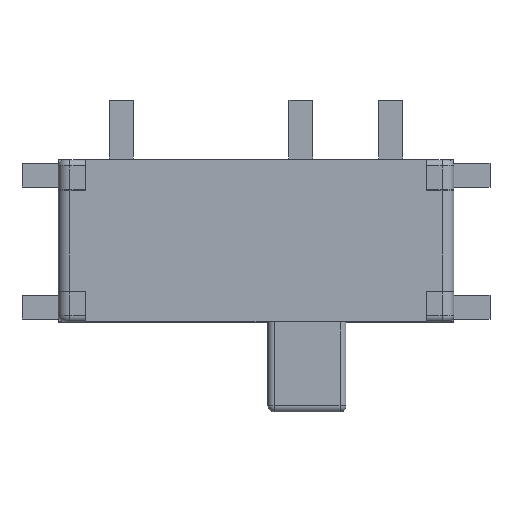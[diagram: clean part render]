
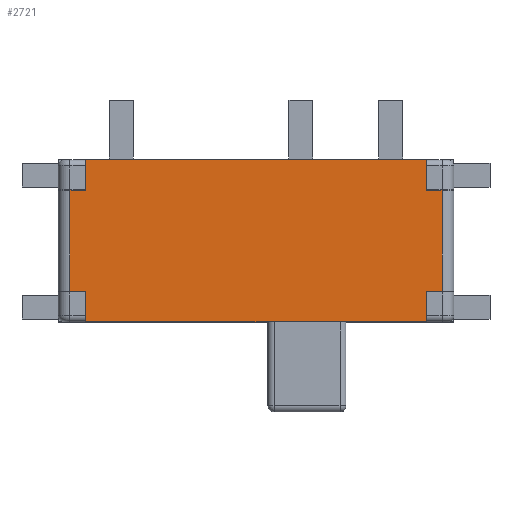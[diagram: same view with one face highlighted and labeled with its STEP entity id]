
A CAD part, top view. The second image highlights one B-rep face of the part: STEP entity #2721.
In plain terms, the highlighted planar face has unit normal (0, 0, 1).
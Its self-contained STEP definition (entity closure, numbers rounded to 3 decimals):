
#42 = VECTOR ( 'NONE', #5263, 1000. ) ;
#127 = ORIENTED_EDGE ( 'NONE', *, *, #1174, .T. ) ;
#276 = EDGE_CURVE ( 'NONE', #2038, #1448, #7820, .T. ) ;
#303 = DIRECTION ( 'NONE',  ( 1., 0., 0. ) ) ;
#318 = ORIENTED_EDGE ( 'NONE', *, *, #7130, .T. ) ;
#324 = DIRECTION ( 'NONE',  ( 0., -1., 0. ) ) ;
#348 = ORIENTED_EDGE ( 'NONE', *, *, #4272, .T. ) ;
#402 = ORIENTED_EDGE ( 'NONE', *, *, #5721, .T. ) ;
#572 = EDGE_CURVE ( 'NONE', #4189, #2038, #942, .T. ) ;
#600 = DIRECTION ( 'NONE',  ( 1., 0., 0. ) ) ;
#863 = EDGE_LOOP ( 'NONE', ( #402, #127, #7122, #5716, #3056, #5803, #2984, #3731, #348, #318, #2989, #1063 ) ) ;
#879 = CARTESIAN_POINT ( 'NONE',  ( 24.84, -18.63, 3.099 ) ) ;
#942 = LINE ( 'NONE', #7634, #5264 ) ;
#952 = CARTESIAN_POINT ( 'NONE',  ( 21.74, -17.79, 3.099 ) ) ;
#1063 = ORIENTED_EDGE ( 'NONE', *, *, #4426, .T. ) ;
#1171 = CARTESIAN_POINT ( 'NONE',  ( 18.44, -16.951, 3.099 ) ) ;
#1174 = EDGE_CURVE ( 'NONE', #6991, #5416, #4108, .T. ) ;
#1332 = VECTOR ( 'NONE', #4801, 1000. ) ;
#1448 = VERTEX_POINT ( 'NONE', #3406 ) ;
#1493 = CARTESIAN_POINT ( 'NONE',  ( 18.9, -18.63, 3.099 ) ) ;
#1512 = FACE_OUTER_BOUND ( 'NONE', #863, .T. ) ;
#1529 = VECTOR ( 'NONE', #7860, 1000. ) ;
#1530 = VERTEX_POINT ( 'NONE', #6184 ) ;
#1549 = PLANE ( 'NONE',  #6454 ) ;
#1671 = CARTESIAN_POINT ( 'NONE',  ( 18.44, -18.63, 3.099 ) ) ;
#1776 = DIRECTION ( 'NONE',  ( -1., 0., 0. ) ) ;
#1974 = VECTOR ( 'NONE', #303, 1000. ) ;
#2038 = VERTEX_POINT ( 'NONE', #6386 ) ;
#2055 = VERTEX_POINT ( 'NONE', #6469 ) ;
#2081 = EDGE_CURVE ( 'NONE', #1448, #6011, #5506, .T. ) ;
#2155 = DIRECTION ( 'NONE',  ( 1., 0., 0. ) ) ;
#2232 = LINE ( 'NONE', #3026, #6475 ) ;
#2236 = CARTESIAN_POINT ( 'NONE',  ( 24.58, -18.63, 3.099 ) ) ;
#2294 = DIRECTION ( 'NONE',  ( 0., -1., 0. ) ) ;
#2363 = CARTESIAN_POINT ( 'NONE',  ( 24.58, -19.14, 3.099 ) ) ;
#2721 = ADVANCED_FACE ( 'NONE', ( #1512 ), #1549, .T. ) ;
#2939 = CARTESIAN_POINT ( 'NONE',  ( 18.64, -18.63, 3.099 ) ) ;
#2984 = ORIENTED_EDGE ( 'NONE', *, *, #6451, .T. ) ;
#2989 = ORIENTED_EDGE ( 'NONE', *, *, #6327, .T. ) ;
#3015 = CARTESIAN_POINT ( 'NONE',  ( 24.58, -16.441, 3.099 ) ) ;
#3026 = CARTESIAN_POINT ( 'NONE',  ( 24.84, -17.79, 3.099 ) ) ;
#3056 = ORIENTED_EDGE ( 'NONE', *, *, #276, .T. ) ;
#3088 = DIRECTION ( 'NONE',  ( 0., 1., 0. ) ) ;
#3162 = VERTEX_POINT ( 'NONE', #5906 ) ;
#3276 = VECTOR ( 'NONE', #5259, 1000. ) ;
#3406 = CARTESIAN_POINT ( 'NONE',  ( 24.58, -19.14, 3.099 ) ) ;
#3520 = LINE ( 'NONE', #1671, #7497 ) ;
#3628 = VECTOR ( 'NONE', #1776, 1000. ) ;
#3722 = LINE ( 'NONE', #1171, #1529 ) ;
#3731 = ORIENTED_EDGE ( 'NONE', *, *, #5289, .T. ) ;
#3796 = CARTESIAN_POINT ( 'NONE',  ( 18.64, -16.951, 3.099 ) ) ;
#4012 = VECTOR ( 'NONE', #5231, 1000. ) ;
#4028 = LINE ( 'NONE', #5782, #7039 ) ;
#4081 = VERTEX_POINT ( 'NONE', #6276 ) ;
#4108 = LINE ( 'NONE', #2939, #42 ) ;
#4164 = LINE ( 'NONE', #3015, #3628 ) ;
#4189 = VERTEX_POINT ( 'NONE', #1493 ) ;
#4272 = EDGE_CURVE ( 'NONE', #3162, #4439, #7587, .T. ) ;
#4426 = EDGE_CURVE ( 'NONE', #4081, #2055, #4028, .T. ) ;
#4439 = VERTEX_POINT ( 'NONE', #4673 ) ;
#4600 = CARTESIAN_POINT ( 'NONE',  ( 25.04, -16.951, 3.099 ) ) ;
#4673 = CARTESIAN_POINT ( 'NONE',  ( 24.58, -16.951, 3.099 ) ) ;
#4801 = DIRECTION ( 'NONE',  ( 1., 0., 0. ) ) ;
#5231 = DIRECTION ( 'NONE',  ( -1., 0., 0. ) ) ;
#5259 = DIRECTION ( 'NONE',  ( 0., 1., 0. ) ) ;
#5263 = DIRECTION ( 'NONE',  ( 0., -1., 0. ) ) ;
#5264 = VECTOR ( 'NONE', #2294, 1000. ) ;
#5289 = EDGE_CURVE ( 'NONE', #6009, #3162, #2232, .T. ) ;
#5416 = VERTEX_POINT ( 'NONE', #7546 ) ;
#5418 = LINE ( 'NONE', #7138, #3276 ) ;
#5506 = LINE ( 'NONE', #7679, #7540 ) ;
#5691 = CARTESIAN_POINT ( 'NONE',  ( 25.04, -18.63, 3.099 ) ) ;
#5716 = ORIENTED_EDGE ( 'NONE', *, *, #572, .T. ) ;
#5721 = EDGE_CURVE ( 'NONE', #2055, #6991, #3722, .T. ) ;
#5764 = LINE ( 'NONE', #5691, #1974 ) ;
#5781 = EDGE_CURVE ( 'NONE', #5416, #4189, #3520, .T. ) ;
#5782 = CARTESIAN_POINT ( 'NONE',  ( 18.9, -16.951, 3.099 ) ) ;
#5803 = ORIENTED_EDGE ( 'NONE', *, *, #2081, .T. ) ;
#5906 = CARTESIAN_POINT ( 'NONE',  ( 24.84, -16.951, 3.099 ) ) ;
#6009 = VERTEX_POINT ( 'NONE', #879 ) ;
#6011 = VERTEX_POINT ( 'NONE', #2236 ) ;
#6184 = CARTESIAN_POINT ( 'NONE',  ( 24.58, -16.441, 3.099 ) ) ;
#6276 = CARTESIAN_POINT ( 'NONE',  ( 18.9, -16.441, 3.099 ) ) ;
#6327 = EDGE_CURVE ( 'NONE', #1530, #4081, #4164, .T. ) ;
#6386 = CARTESIAN_POINT ( 'NONE',  ( 18.9, -19.14, 3.099 ) ) ;
#6451 = EDGE_CURVE ( 'NONE', #6011, #6009, #5764, .T. ) ;
#6454 = AXIS2_PLACEMENT_3D ( 'NONE', #952, #7559, #2155 ) ;
#6469 = CARTESIAN_POINT ( 'NONE',  ( 18.9, -16.951, 3.099 ) ) ;
#6475 = VECTOR ( 'NONE', #7352, 1000. ) ;
#6991 = VERTEX_POINT ( 'NONE', #3796 ) ;
#7039 = VECTOR ( 'NONE', #324, 1000. ) ;
#7122 = ORIENTED_EDGE ( 'NONE', *, *, #5781, .T. ) ;
#7130 = EDGE_CURVE ( 'NONE', #4439, #1530, #5418, .T. ) ;
#7138 = CARTESIAN_POINT ( 'NONE',  ( 24.58, -16.951, 3.099 ) ) ;
#7352 = DIRECTION ( 'NONE',  ( 0., 1., 0. ) ) ;
#7497 = VECTOR ( 'NONE', #600, 1000. ) ;
#7540 = VECTOR ( 'NONE', #3088, 1000. ) ;
#7546 = CARTESIAN_POINT ( 'NONE',  ( 18.64, -18.63, 3.099 ) ) ;
#7559 = DIRECTION ( 'NONE',  ( 0., 0., 1. ) ) ;
#7587 = LINE ( 'NONE', #4600, #4012 ) ;
#7634 = CARTESIAN_POINT ( 'NONE',  ( 18.9, -19.14, 3.099 ) ) ;
#7679 = CARTESIAN_POINT ( 'NONE',  ( 24.58, -19.14, 3.099 ) ) ;
#7820 = LINE ( 'NONE', #2363, #1332 ) ;
#7860 = DIRECTION ( 'NONE',  ( -1., 0., 0. ) ) ;
